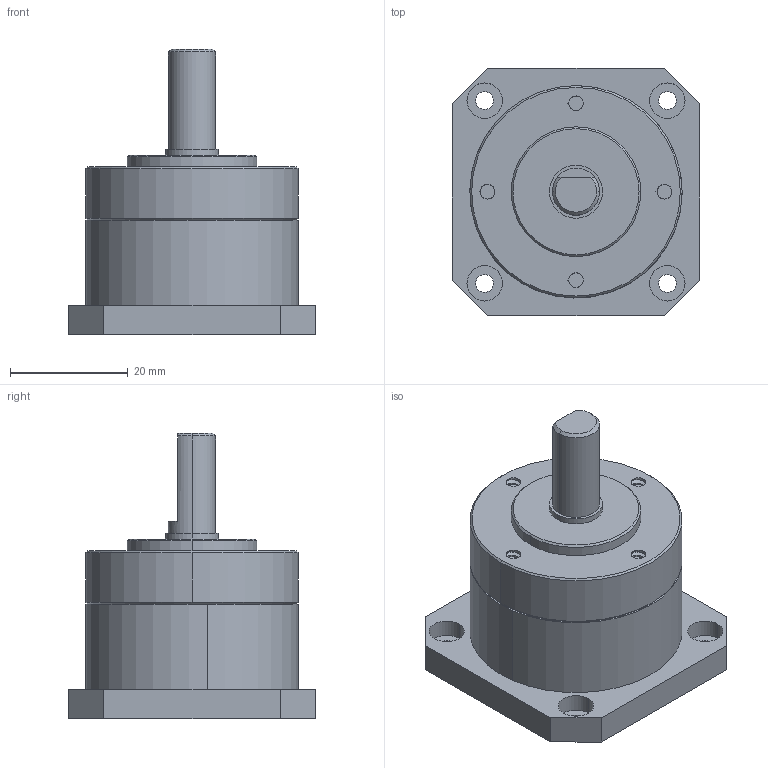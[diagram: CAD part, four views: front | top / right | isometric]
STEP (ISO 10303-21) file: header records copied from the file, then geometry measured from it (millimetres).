
FILE_DESCRIPTION (( 'STEP AP214' ), '1' );
FILE_NAME ('42XGX珨撰厒掀.STEP', '2023-08-05T14:30:54', ( '' ), ( '' ), 'SwSTEP 2.0', 'SolidWorks 2021', '' );
FILE_SCHEMA (( 'AUTOMOTIVE_DESIGN' ));
Length unit declared in the file: millimetre
Products named in the file (5): 42XGX珨撰厒掀; 42XGX奻裔; cross recessed round head wood screws gb_GB_WOOD_SCREWS_TYPE136 M2.5X12-N; 42XGX菁釱
Assembly tree (7 placements, depth 2):
  42XGX珨撰厒掀
    42XGX菁釱
    42XGX珨撰厒掀
    42XGX奻裔
    cross recessed round head wood screws gb_GB_WOOD_SCREWS_TYPE136 M2.5X12-N  x4
Bounding box: 42 x 42 x 48.5 mm (x, y, z)
Volume: 32042.8 mm3; surface area: 12906 mm2
Topology: 7 solids, 7 shells, 255 faces, 615 edges, 378 vertices
Faces by surface type: cylinder 122, plane 80, cone 17, torus 16, bspline 12, sphere 8
Entity records: 11506 total; most frequent: CARTESIAN_POINT 7179, ORIENTED_EDGE 938, DIRECTION 804, EDGE_CURVE 469, AXIS2_PLACEMENT_3D 313, VERTEX_POINT 300, EDGE_LOOP 221, ADVANCED_FACE 186
